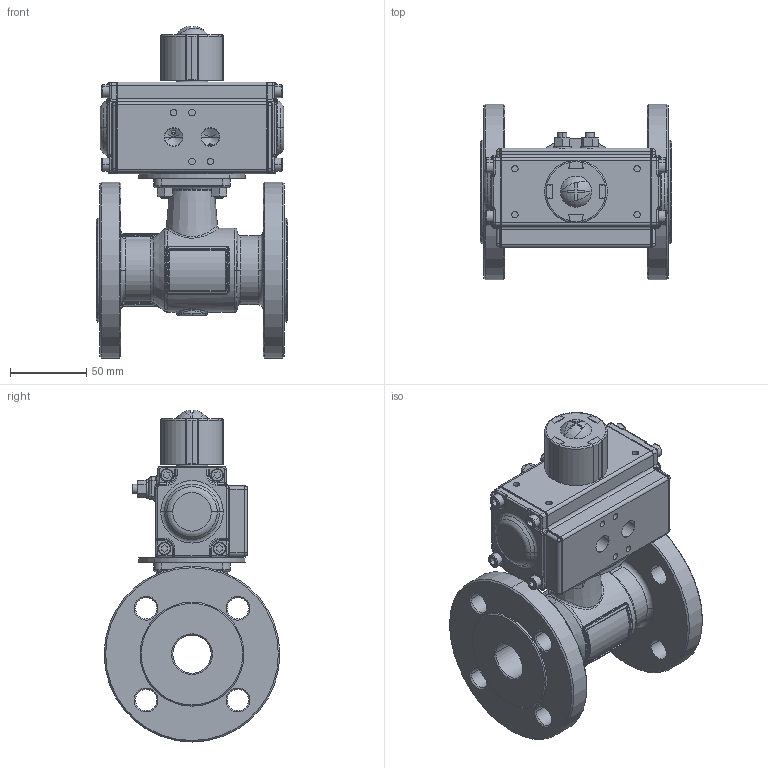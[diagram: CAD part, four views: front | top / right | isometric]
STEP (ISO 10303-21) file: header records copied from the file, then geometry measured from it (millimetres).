
FILE_DESCRIPTION(('HOOPS Exchange Step'),'2;1');
FILE_NAME('PK0400_DN25.stp','2025-04-09T10:53:41+02:00',('nieru'),('Unknown organisation'),'HOOPS Exchange 2024.2','HOOPS Exchange','Unknown authorisation');
FILE_SCHEMA( ('AP203_CONFIGURATION_CONTROLLED_3D_DESIGN_OF_MECHANICAL_PARTS_AND_ASSEMBLIES_MIM_LF') );
Length unit declared in the file: millimetre
Products named in the file (5): 0; root
Assembly tree (4 placements, depth 3):
  root
    0
      0
      0
      0
Bounding box: 125 x 115 x 217.26 mm (x, y, z)
Volume: 737192.3 mm3; surface area: 181997.5 mm2
Topology: 35 solids, 35 shells, 2268 faces, 5423 edges, 3151 vertices
Faces by surface type: cylinder 654, plane 556, bspline 453, torus 260, cone 156, extrusion 125, sphere 64
Full cylindrical faces by diameter (mm): 5 x1
Entity records: 97086 total; most frequent: CARTESIAN_POINT 49022, ORIENTED_EDGE 10562, DIRECTION 8985, EDGE_CURVE 5281, AXIS2_PLACEMENT_3D 3454, VERTEX_POINT 3152, EDGE_LOOP 2435, FACE_BOUND 2435
